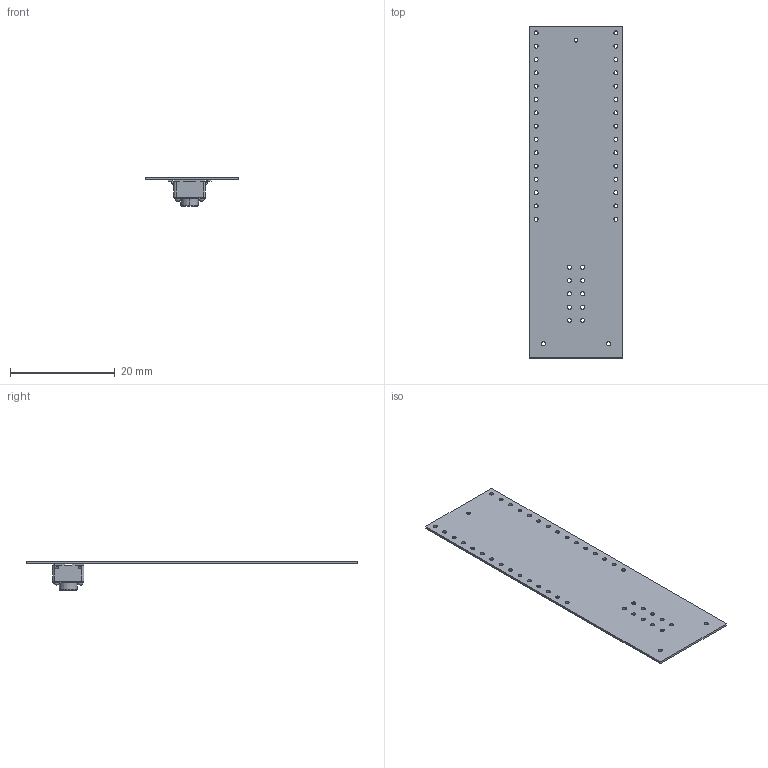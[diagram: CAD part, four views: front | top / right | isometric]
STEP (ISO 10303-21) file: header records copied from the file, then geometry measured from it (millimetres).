
FILE_DESCRIPTION(('Open CASCADE Model'),'2;1');
FILE_NAME('Open CASCADE Shape Model','2018-01-06T20:53:09',('Author'),( 'Open CASCADE'),'Open CASCADE STEP processor 6.8','Open CASCADE 6.8' ,'Unknown');
FILE_SCHEMA(('AUTOMOTIVE_DESIGN { 1 0 10303 214 1 1 1 1 }'));
Length unit declared in the file: millimetre
Products named in the file (4): PCB; Board; T1; CircuitWorks-TACT_SMD_6X6
Assembly tree (3 placements, depth 3):
  PCB
    Board
    T1
      CircuitWorks-TACT_SMD_6X6
Bounding box: 17.88 x 63.35 x 5.41 mm (x, y, z)
Volume: 594.6 mm3; surface area: 2526.4 mm2
Topology: 2 solids, 2 shells, 161 faces, 459 edges, 308 vertices
Faces by surface type: plane 82, cylinder 71, sphere 4, torus 2, cone 2
Full cylindrical faces by diameter (mm): 0.762 x43
Entity records: 14851 total; most frequent: CARTESIAN_POINT 5546, DIRECTION 1611, LINE 917, VECTOR 917, ORIENTED_EDGE 910, PCURVE 910, DEFINITIONAL_REPRESENTATION 910, EDGE_CURVE 455
